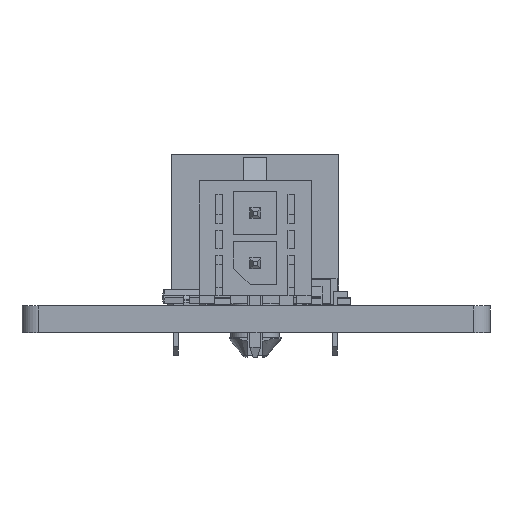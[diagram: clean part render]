
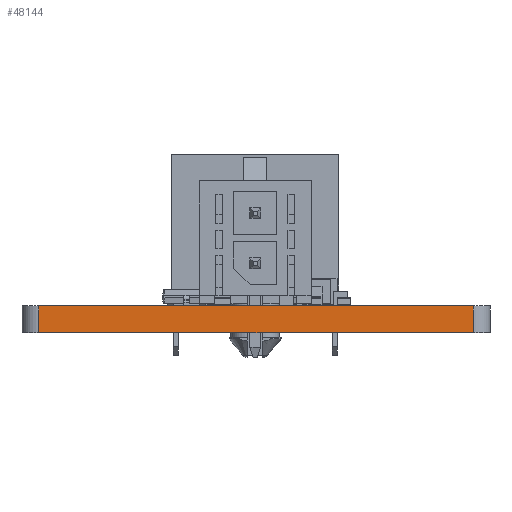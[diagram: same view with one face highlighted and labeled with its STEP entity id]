
A CAD part, left-side view. The second image highlights one B-rep face of the part: STEP entity #48144.
In plain terms, the highlighted planar face has unit normal (-1, 0, 0).
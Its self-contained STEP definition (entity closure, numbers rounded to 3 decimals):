
#48144 = ADVANCED_FACE('',(#48145),#48159,.F.);
#48145 = FACE_BOUND('',#48146,.F.);
#48146 = EDGE_LOOP('',(#48147,#48182,#48210,#48238));
#48147 = ORIENTED_EDGE('',*,*,#48148,.T.);
#48148 = EDGE_CURVE('',#48149,#48151,#48153,.T.);
#48149 = VERTEX_POINT('',#48150);
#48150 = CARTESIAN_POINT('',(-23.,13.,0.));
#48151 = VERTEX_POINT('',#48152);
#48152 = CARTESIAN_POINT('',(-23.,13.,1.6));
#48153 = SURFACE_CURVE('',#48154,(#48158,#48170),.PCURVE_S1.);
#48154 = LINE('',#48155,#48156);
#48155 = CARTESIAN_POINT('',(-23.,13.,0.));
#48156 = VECTOR('',#48157,1.);
#48157 = DIRECTION('',(0.,0.,1.));
#48158 = PCURVE('',#48159,#48164);
#48159 = PLANE('',#48160);
#48160 = AXIS2_PLACEMENT_3D('',#48161,#48162,#48163);
#48161 = CARTESIAN_POINT('',(-23.,13.,0.));
#48162 = DIRECTION('',(1.,0.,0.));
#48163 = DIRECTION('',(0.,-1.,0.));
#48164 = DEFINITIONAL_REPRESENTATION('',(#48165),#48169);
#48165 = LINE('',#48166,#48167);
#48166 = CARTESIAN_POINT('',(0.,0.));
#48167 = VECTOR('',#48168,1.);
#48168 = DIRECTION('',(0.,-1.));
#48169 = ( GEOMETRIC_REPRESENTATION_CONTEXT(2) 
PARAMETRIC_REPRESENTATION_CONTEXT() REPRESENTATION_CONTEXT('2D SPACE',''
  ) );
#48170 = PCURVE('',#48171,#48176);
#48171 = CYLINDRICAL_SURFACE('',#48172,1.);
#48172 = AXIS2_PLACEMENT_3D('',#48173,#48174,#48175);
#48173 = CARTESIAN_POINT('',(-22.,13.,0.));
#48174 = DIRECTION('',(0.,0.,-1.));
#48175 = DIRECTION('',(1.,0.,0.));
#48176 = DEFINITIONAL_REPRESENTATION('',(#48177),#48181);
#48177 = LINE('',#48178,#48179);
#48178 = CARTESIAN_POINT('',(-3.142,0.));
#48179 = VECTOR('',#48180,1.);
#48180 = DIRECTION('',(0.,-1.));
#48181 = ( GEOMETRIC_REPRESENTATION_CONTEXT(2) 
PARAMETRIC_REPRESENTATION_CONTEXT() REPRESENTATION_CONTEXT('2D SPACE',''
  ) );
#48182 = ORIENTED_EDGE('',*,*,#48183,.T.);
#48183 = EDGE_CURVE('',#48151,#48184,#48186,.T.);
#48184 = VERTEX_POINT('',#48185);
#48185 = CARTESIAN_POINT('',(-23.,-13.,1.6));
#48186 = SURFACE_CURVE('',#48187,(#48191,#48198),.PCURVE_S1.);
#48187 = LINE('',#48188,#48189);
#48188 = CARTESIAN_POINT('',(-23.,13.,1.6));
#48189 = VECTOR('',#48190,1.);
#48190 = DIRECTION('',(0.,-1.,0.));
#48191 = PCURVE('',#48159,#48192);
#48192 = DEFINITIONAL_REPRESENTATION('',(#48193),#48197);
#48193 = LINE('',#48194,#48195);
#48194 = CARTESIAN_POINT('',(0.,-1.6));
#48195 = VECTOR('',#48196,1.);
#48196 = DIRECTION('',(1.,0.));
#48197 = ( GEOMETRIC_REPRESENTATION_CONTEXT(2) 
PARAMETRIC_REPRESENTATION_CONTEXT() REPRESENTATION_CONTEXT('2D SPACE',''
  ) );
#48198 = PCURVE('',#48199,#48204);
#48199 = PLANE('',#48200);
#48200 = AXIS2_PLACEMENT_3D('',#48201,#48202,#48203);
#48201 = CARTESIAN_POINT('',(0.,0.,
    1.6));
#48202 = DIRECTION('',(0.,0.,1.));
#48203 = DIRECTION('',(1.,0.,0.));
#48204 = DEFINITIONAL_REPRESENTATION('',(#48205),#48209);
#48205 = LINE('',#48206,#48207);
#48206 = CARTESIAN_POINT('',(-23.,13.));
#48207 = VECTOR('',#48208,1.);
#48208 = DIRECTION('',(0.,-1.));
#48209 = ( GEOMETRIC_REPRESENTATION_CONTEXT(2) 
PARAMETRIC_REPRESENTATION_CONTEXT() REPRESENTATION_CONTEXT('2D SPACE',''
  ) );
#48210 = ORIENTED_EDGE('',*,*,#48211,.F.);
#48211 = EDGE_CURVE('',#48212,#48184,#48214,.T.);
#48212 = VERTEX_POINT('',#48213);
#48213 = CARTESIAN_POINT('',(-23.,-13.,0.));
#48214 = SURFACE_CURVE('',#48215,(#48219,#48226),.PCURVE_S1.);
#48215 = LINE('',#48216,#48217);
#48216 = CARTESIAN_POINT('',(-23.,-13.,0.));
#48217 = VECTOR('',#48218,1.);
#48218 = DIRECTION('',(0.,0.,1.));
#48219 = PCURVE('',#48159,#48220);
#48220 = DEFINITIONAL_REPRESENTATION('',(#48221),#48225);
#48221 = LINE('',#48222,#48223);
#48222 = CARTESIAN_POINT('',(26.,0.));
#48223 = VECTOR('',#48224,1.);
#48224 = DIRECTION('',(0.,-1.));
#48225 = ( GEOMETRIC_REPRESENTATION_CONTEXT(2) 
PARAMETRIC_REPRESENTATION_CONTEXT() REPRESENTATION_CONTEXT('2D SPACE',''
  ) );
#48226 = PCURVE('',#48227,#48232);
#48227 = CYLINDRICAL_SURFACE('',#48228,1.);
#48228 = AXIS2_PLACEMENT_3D('',#48229,#48230,#48231);
#48229 = CARTESIAN_POINT('',(-22.,-13.,0.));
#48230 = DIRECTION('',(0.,0.,-1.));
#48231 = DIRECTION('',(1.,0.,0.));
#48232 = DEFINITIONAL_REPRESENTATION('',(#48233),#48237);
#48233 = LINE('',#48234,#48235);
#48234 = CARTESIAN_POINT('',(-3.142,0.));
#48235 = VECTOR('',#48236,1.);
#48236 = DIRECTION('',(0.,-1.));
#48237 = ( GEOMETRIC_REPRESENTATION_CONTEXT(2) 
PARAMETRIC_REPRESENTATION_CONTEXT() REPRESENTATION_CONTEXT('2D SPACE',''
  ) );
#48238 = ORIENTED_EDGE('',*,*,#48239,.F.);
#48239 = EDGE_CURVE('',#48149,#48212,#48240,.T.);
#48240 = SURFACE_CURVE('',#48241,(#48245,#48252),.PCURVE_S1.);
#48241 = LINE('',#48242,#48243);
#48242 = CARTESIAN_POINT('',(-23.,13.,0.));
#48243 = VECTOR('',#48244,1.);
#48244 = DIRECTION('',(0.,-1.,0.));
#48245 = PCURVE('',#48159,#48246);
#48246 = DEFINITIONAL_REPRESENTATION('',(#48247),#48251);
#48247 = LINE('',#48248,#48249);
#48248 = CARTESIAN_POINT('',(0.,0.));
#48249 = VECTOR('',#48250,1.);
#48250 = DIRECTION('',(1.,0.));
#48251 = ( GEOMETRIC_REPRESENTATION_CONTEXT(2) 
PARAMETRIC_REPRESENTATION_CONTEXT() REPRESENTATION_CONTEXT('2D SPACE',''
  ) );
#48252 = PCURVE('',#48253,#48258);
#48253 = PLANE('',#48254);
#48254 = AXIS2_PLACEMENT_3D('',#48255,#48256,#48257);
#48255 = CARTESIAN_POINT('',(0.,0.,
    0.));
#48256 = DIRECTION('',(0.,0.,1.));
#48257 = DIRECTION('',(1.,0.,0.));
#48258 = DEFINITIONAL_REPRESENTATION('',(#48259),#48263);
#48259 = LINE('',#48260,#48261);
#48260 = CARTESIAN_POINT('',(-23.,13.));
#48261 = VECTOR('',#48262,1.);
#48262 = DIRECTION('',(0.,-1.));
#48263 = ( GEOMETRIC_REPRESENTATION_CONTEXT(2) 
PARAMETRIC_REPRESENTATION_CONTEXT() REPRESENTATION_CONTEXT('2D SPACE',''
  ) );
